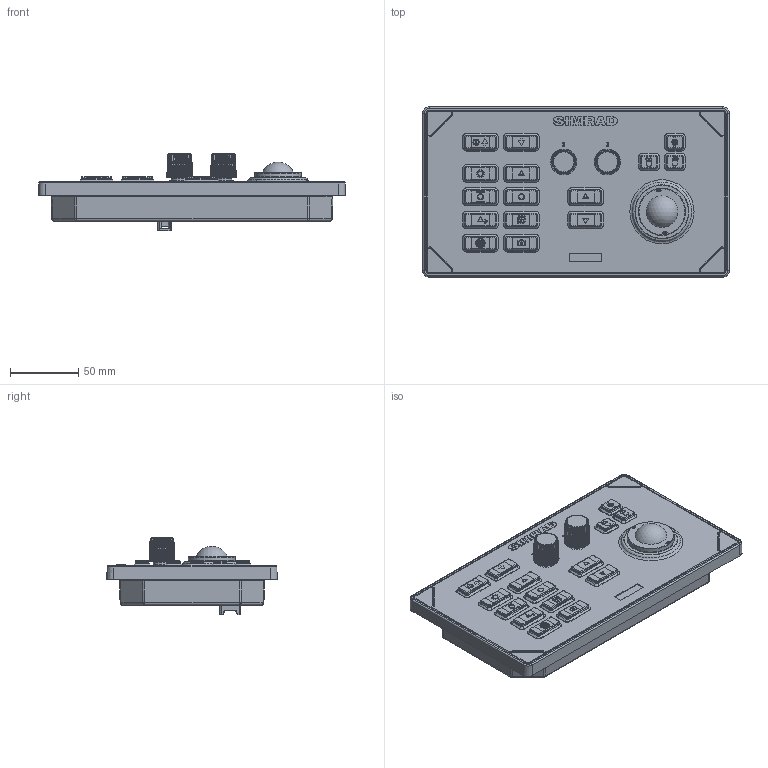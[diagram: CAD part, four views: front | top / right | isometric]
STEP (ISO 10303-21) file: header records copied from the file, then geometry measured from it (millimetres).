
FILE_DESCRIPTION(/* description */ ('-','CAx-IF Rec.Pracs.---Representation and Presentation of Product Manufacturing Information (PMI)---4.0---2014-10-13'),/* implementation_level */ '2;1');
FILE_NAME(/* name */ '458b14de-9600-49cb-a6e1-c7b6d4457a70.stp',/* time_stamp */ '2021-03-24T14:02:14+01:00',/* author */ ('-'),/* organization */ ('NTI CADcenter A/S'),/* preprocessor_version */ 'ST-DEVELOPER v18.1',/* originating_system */ 'Autodesk Inventor 2021',/* authorisation */ '-');
FILE_SCHEMA (('AP242_MANAGED_MODEL_BASED_3D_ENGINEERING_MIM_LF { 1 0 10303 442 1 1 4 }'));
Products named in the file (3): 476352; 476352_1; 476352_2
Assembly tree (5 placements, depth 2):
  476352
    476352_1
    476352_2  x4
Bounding box: 225 x 125 x 56.85 mm (x, y, z)
Volume: 664701.2 mm3; surface area: 104053.6 mm2
Topology: 5 solids, 25 shells, 4669 faces, 11492 edges, 6967 vertices
Faces by surface type: bspline 1526, plane 1449, cylinder 747, torus 467, cone 364, sphere 116
Full cylindrical faces by diameter (mm): 1.2 x2, 1.8 x1, 2 x1, 2.729 x1, 3 x19, 3.4 x7, 3.7 x4, 3.8 x2, 4.5 x7, 5 x6, 6 x7, 6.188 x4, 6.2 x1, 7 x1, 12 x2, 12.5 x2
Entity records: 174014 total; most frequent: CARTESIAN_POINT 71081, ORIENTED_EDGE 21662, DIRECTION 19334, EDGE_CURVE 10831, AXIS2_PLACEMENT_3D 8008, VERTEX_POINT 6577, EDGE_LOOP 4566, FACE_OUTER_BOUND 4393
